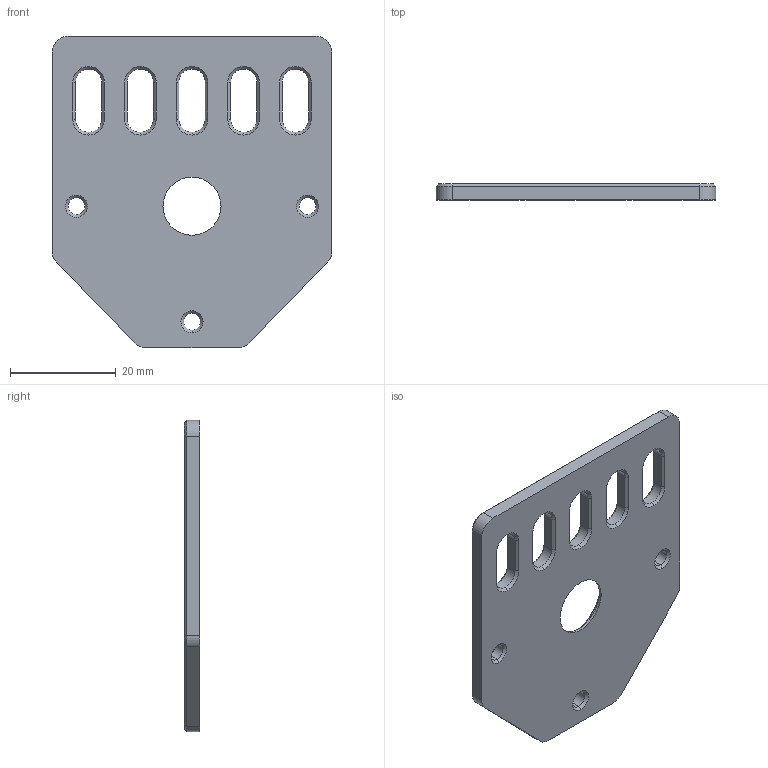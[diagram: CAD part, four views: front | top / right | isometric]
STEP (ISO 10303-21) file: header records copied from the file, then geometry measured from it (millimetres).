
FILE_DESCRIPTION (( 'STEP AP214' ), '1' );
FILE_NAME ('A237 Îïîðíàÿ ïëàñòèíà 53x59 òðàïåöåèäàëüíîãî âèíòà - ïîä äâèãàòåëü Nema 17.STEP', '2019-09-04T11:24:26', ( 'Windows User' ), ( '' ), 'SwSTEP 2.0', 'SolidWorks 2018', '' );
FILE_SCHEMA (( 'AUTOMOTIVE_DESIGN' ));
Length unit declared in the file: millimetre
Products named in the file (1): A237 Îïîðíàÿ ïëàñòèíà 53x59 òðàïåöåèäàëüíîãî âèíòà - ïîä äâèãàòåëü Nema 17
Bounding box: 53 x 3 x 59 mm (x, y, z)
Volume: 7006.7 mm3; surface area: 6011.4 mm2
Topology: 1 solids, 1 shells, 124 faces, 294 edges, 173 vertices
Faces by surface type: cone 48, plane 45, cylinder 31
Entity records: 3591 total; most frequent: DIRECTION 659, CARTESIAN_POINT 592, ORIENTED_EDGE 588, EDGE_CURVE 294, AXIS2_PLACEMENT_3D 240, LINE 179, VECTOR 179, VERTEX_POINT 173
